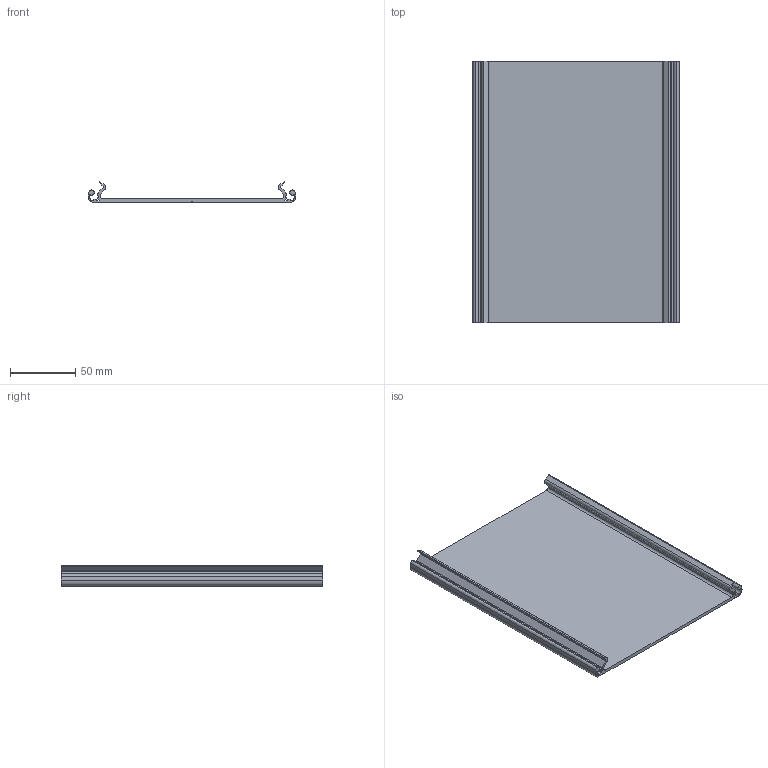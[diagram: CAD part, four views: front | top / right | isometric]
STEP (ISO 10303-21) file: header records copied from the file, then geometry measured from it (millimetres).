
FILE_DESCRIPTION (( 'STEP AP203' ), '1' );
FILE_NAME ('201260999_c_1.STEP', '2022-12-27T04:35:55', ( '' ), ( '' ), 'SwSTEP 2.0', 'SolidWorks 2014', '' );
FILE_SCHEMA (( 'CONFIG_CONTROL_DESIGN' ));
Length unit declared in the file: millimetre
Products named in the file (1): 201260999_c_1
Bounding box: 158.47 x 200 x 15.5 mm (x, y, z)
Volume: 93309.9 mm3; surface area: 87685.9 mm2
Topology: 1 solids, 1 shells, 75 faces, 219 edges, 146 vertices
Faces by surface type: plane 47, cylinder 28
Entity records: 2566 total; most frequent: CARTESIAN_POINT 441, ORIENTED_EDGE 438, DIRECTION 427, EDGE_CURVE 219, VECTOR 163, LINE 163, VERTEX_POINT 146, AXIS2_PLACEMENT_3D 132
